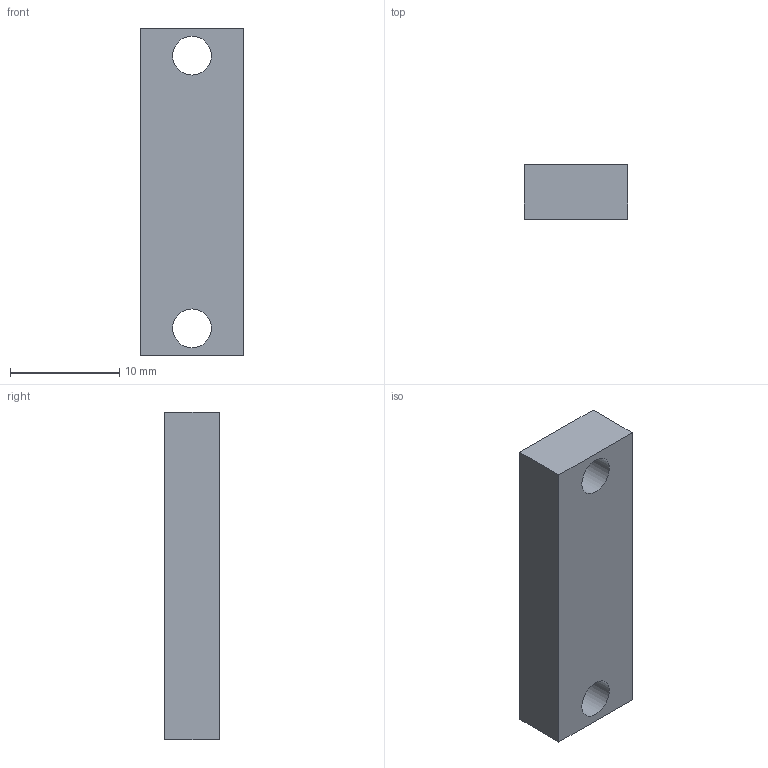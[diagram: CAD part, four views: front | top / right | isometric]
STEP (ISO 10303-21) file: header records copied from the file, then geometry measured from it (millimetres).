
FILE_DESCRIPTION(/* description */ ('STEP AP242 Edition 2','CAx-IF Rec.Pracs.---Representation and Presentation of Product Manufacturing Information (PMI)---4.0---2014-10-13','CAx-IF Rec.Pracs.---3D Tessellated Geometry---0.4---2014-09-14','2;1','CAx-IF Rec.Pracs.---User Defined Attributes---1.5---2016-08-15'),/* implementation_level */ '2;1');
FILE_NAME(/* name */ '6981b8aecae059e952003a64',/* time_stamp */ '2026-02-03T08:58:22Z',/* author */ (''),/* organization */ (''),/* preprocessor_version */ 'ST-DEVELOPER v20',/* originating_system */ 'ONSHAPE BY PTC INC, 1.210',/* authorisation */ ' ');
FILE_SCHEMA (('AP242_MANAGED_MODEL_BASED_3D_ENGINEERING_MIM_LF { 1 0 10303 442 3 1 4 }'));
Length unit declared in the file: metre
Products named in the file (1): Part 53
Bounding box: 9.5 x 5.08 x 30 mm (x, y, z)
Volume: 1346.9 mm3; surface area: 1045.1 mm2
Topology: 1 solids, 1 shells, 8 faces, 22 edges, 16 vertices
Faces by surface type: plane 6, cylinder 2
Full cylindrical faces by diameter (mm): 3.556 x2
Entity records: 282 total; most frequent: CARTESIAN_POINT 45, DIRECTION 42, ORIENTED_EDGE 40, EDGE_CURVE 20, VERTEX_POINT 16, LINE 16, VECTOR 16, EDGE_LOOP 14
